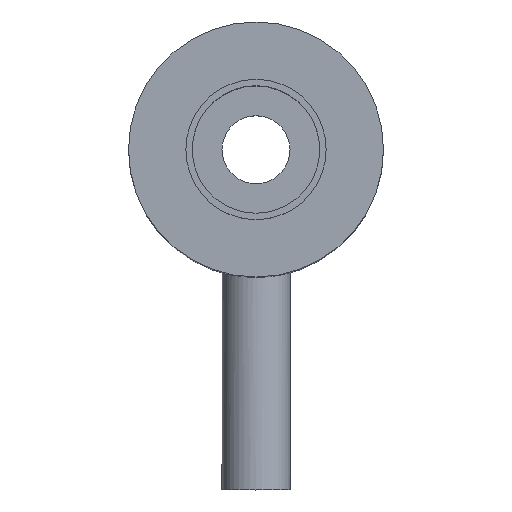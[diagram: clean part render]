
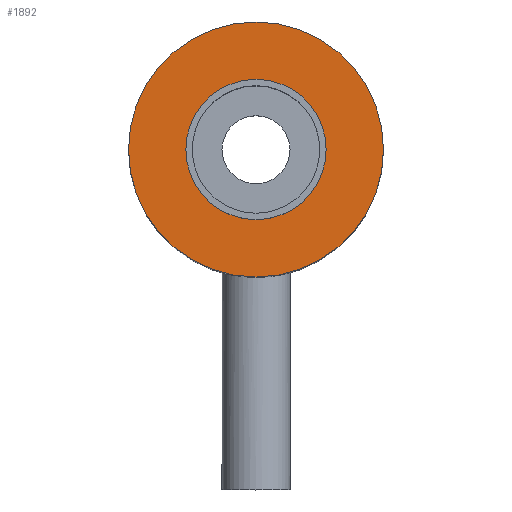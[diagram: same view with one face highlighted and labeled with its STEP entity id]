
A CAD part, top view. The second image highlights one B-rep face of the part: STEP entity #1892.
In plain terms, the highlighted planar face has unit normal (0, 0, 1).
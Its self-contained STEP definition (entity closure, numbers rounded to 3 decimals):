
#1732 = CYLINDRICAL_SURFACE('',#1733,8.25);
#1733 = AXIS2_PLACEMENT_3D('',#1734,#1735,#1736);
#1734 = CARTESIAN_POINT('',(0.,0.,23.));
#1735 = DIRECTION('',(0.,0.,1.));
#1736 = DIRECTION('',(1.,0.,0.));
#1806 = EDGE_CURVE('',#1807,#1807,#1809,.T.);
#1807 = VERTEX_POINT('',#1808);
#1808 = CARTESIAN_POINT('',(8.25,0.,23.));
#1809 = SURFACE_CURVE('',#1810,(#1815,#1822),.PCURVE_S1.);
#1810 = CIRCLE('',#1811,8.25);
#1811 = AXIS2_PLACEMENT_3D('',#1812,#1813,#1814);
#1812 = CARTESIAN_POINT('',(0.,0.,23.));
#1813 = DIRECTION('',(0.,0.,-1.));
#1814 = DIRECTION('',(1.,0.,0.));
#1815 = PCURVE('',#1732,#1816);
#1816 = DEFINITIONAL_REPRESENTATION('',(#1817),#1821);
#1817 = LINE('',#1818,#1819);
#1818 = CARTESIAN_POINT('',(-0.,0.));
#1819 = VECTOR('',#1820,1.);
#1820 = DIRECTION('',(-1.,0.));
#1821 = ( GEOMETRIC_REPRESENTATION_CONTEXT(2) 
PARAMETRIC_REPRESENTATION_CONTEXT() REPRESENTATION_CONTEXT('2D SPACE',''
  ) );
#1822 = PCURVE('',#1823,#1828);
#1823 = PLANE('',#1824);
#1824 = AXIS2_PLACEMENT_3D('',#1825,#1826,#1827);
#1825 = CARTESIAN_POINT('',(0.,0.,23.));
#1826 = DIRECTION('',(0.,0.,-1.));
#1827 = DIRECTION('',(1.,0.,0.));
#1828 = DEFINITIONAL_REPRESENTATION('',(#1829),#1833);
#1829 = CIRCLE('',#1830,8.25);
#1830 = AXIS2_PLACEMENT_2D('',#1831,#1832);
#1831 = CARTESIAN_POINT('',(0.,0.));
#1832 = DIRECTION('',(1.,0.));
#1833 = ( GEOMETRIC_REPRESENTATION_CONTEXT(2) 
PARAMETRIC_REPRESENTATION_CONTEXT() REPRESENTATION_CONTEXT('2D SPACE',''
  ) );
#1881 = CYLINDRICAL_SURFACE('',#1882,15.);
#1882 = AXIS2_PLACEMENT_3D('',#1883,#1884,#1885);
#1883 = CARTESIAN_POINT('',(0.,0.,-25.));
#1884 = DIRECTION('',(0.,0.,1.));
#1885 = DIRECTION('',(1.,0.,0.));
#1892 = ADVANCED_FACE('',(#1893,#1919),#1823,.F.);
#1893 = FACE_BOUND('',#1894,.F.);
#1894 = EDGE_LOOP('',(#1895));
#1895 = ORIENTED_EDGE('',*,*,#1896,.T.);
#1896 = EDGE_CURVE('',#1897,#1897,#1899,.T.);
#1897 = VERTEX_POINT('',#1898);
#1898 = CARTESIAN_POINT('',(15.,0.,23.));
#1899 = SURFACE_CURVE('',#1900,(#1905,#1912),.PCURVE_S1.);
#1900 = CIRCLE('',#1901,15.);
#1901 = AXIS2_PLACEMENT_3D('',#1902,#1903,#1904);
#1902 = CARTESIAN_POINT('',(0.,0.,23.));
#1903 = DIRECTION('',(0.,0.,-1.));
#1904 = DIRECTION('',(1.,0.,0.));
#1905 = PCURVE('',#1823,#1906);
#1906 = DEFINITIONAL_REPRESENTATION('',(#1907),#1911);
#1907 = CIRCLE('',#1908,15.);
#1908 = AXIS2_PLACEMENT_2D('',#1909,#1910);
#1909 = CARTESIAN_POINT('',(0.,0.));
#1910 = DIRECTION('',(1.,0.));
#1911 = ( GEOMETRIC_REPRESENTATION_CONTEXT(2) 
PARAMETRIC_REPRESENTATION_CONTEXT() REPRESENTATION_CONTEXT('2D SPACE',''
  ) );
#1912 = PCURVE('',#1881,#1913);
#1913 = DEFINITIONAL_REPRESENTATION('',(#1914),#1918);
#1914 = LINE('',#1915,#1916);
#1915 = CARTESIAN_POINT('',(-0.,48.));
#1916 = VECTOR('',#1917,1.);
#1917 = DIRECTION('',(-1.,0.));
#1918 = ( GEOMETRIC_REPRESENTATION_CONTEXT(2) 
PARAMETRIC_REPRESENTATION_CONTEXT() REPRESENTATION_CONTEXT('2D SPACE',''
  ) );
#1919 = FACE_BOUND('',#1920,.F.);
#1920 = EDGE_LOOP('',(#1921));
#1921 = ORIENTED_EDGE('',*,*,#1806,.F.);
